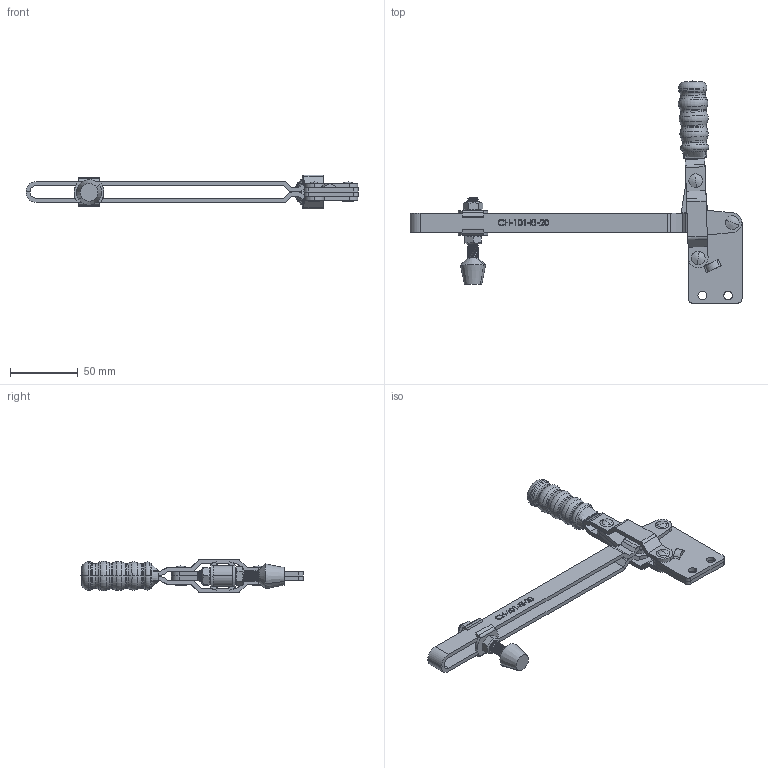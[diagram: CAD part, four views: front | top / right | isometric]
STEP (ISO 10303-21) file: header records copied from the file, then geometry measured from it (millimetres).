
FILE_DESCRIPTION (( 'STEP AP203' ), '1' );
FILE_NAME ('CH-101-EI-20.STEP', '2017-11-05T02:22:54', ( 'Windows' ), ( 'Microsoft' ), 'SwSTEP 2.0', 'SolidWorks 2015', '' );
FILE_SCHEMA (( 'CONFIG_CONTROL_DESIGN' ));
Length unit declared in the file: millimetre
Products named in the file (10): CH-FC-56212 SPINDLE SUPPLIED; CH-FW-516; CH-101-EI-20-02 LONG U-BAR; CH-101-EI-01 STRAIGHT BASE; CH-101-EI-20; CH-101-D-03 STRAIGHT HANDLE; CH-101-D-05; CH-101-D-06; CH-101-D-04 CONNECTING-PLATE; CH-FC-56212 Nut
Assembly tree (15 placements, depth 2):
  CH-101-EI-20
    CH-101-EI-01 STRAIGHT BASE
    CH-101-D-03 STRAIGHT HANDLE
    CH-101-D-05  x4
    CH-101-D-06
    CH-101-D-04 CONNECTING-PLATE  x2
    CH-FC-56212 Nut  x2
    CH-FC-56212 SPINDLE SUPPLIED
    CH-FW-516  x2
    CH-101-EI-20-02 LONG U-BAR
Bounding box: 244.42 x 163.53 x 24.99 mm (x, y, z)
Volume: 75972.5 mm3; surface area: 59451.7 mm2
Topology: 19 solids, 19 shells, 864 faces, 2297 edges, 1489 vertices
Faces by surface type: plane 325, cylinder 244, bspline 188, cone 55, torus 52
Entity records: 35472 total; most frequent: CARTESIAN_POINT 16807, ORIENTED_EDGE 4026, DIRECTION 3008, EDGE_CURVE 2013, VERTEX_POINT 1321, LINE 1100, VECTOR 1100, AXIS2_PLACEMENT_3D 954
